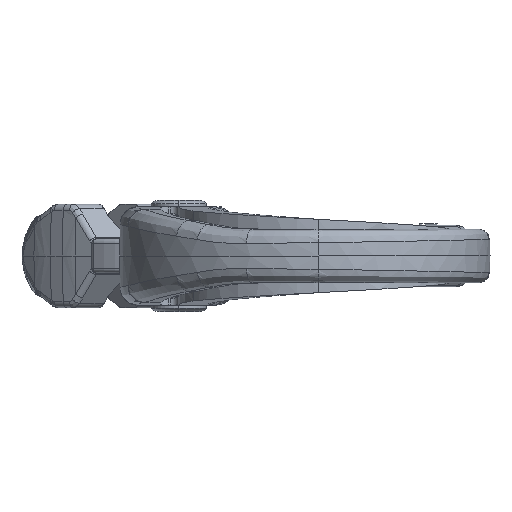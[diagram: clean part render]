
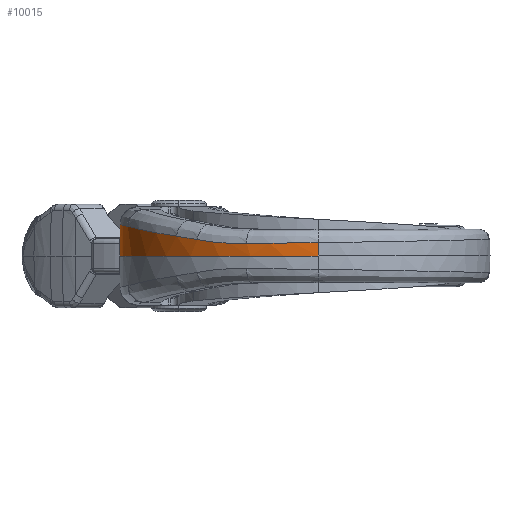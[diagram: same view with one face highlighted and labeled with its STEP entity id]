
A CAD part, front view. The second image highlights one B-rep face of the part: STEP entity #10015.
In plain terms, the highlighted conical face has half-angle 1 degrees and reference radius 72.554 mm.
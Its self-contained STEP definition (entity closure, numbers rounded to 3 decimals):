
#341=CARTESIAN_POINT('',(0.,-4.192,0.));
#342=DIRECTION('',(0.,0.,1.));
#343=DIRECTION('',(-1.,0.,0.));
#344=AXIS2_PLACEMENT_3D('',#341,#342,#343);
#346=CARTESIAN_POINT('',(-69.63,-24.268,10.859));
#347=CARTESIAN_POINT('',(-69.817,-23.617,10.886));
#348=CARTESIAN_POINT('',(-70.174,-22.308,10.939));
#349=CARTESIAN_POINT('',(-70.653,-20.331,11.019));
#350=CARTESIAN_POINT('',(-71.077,-18.341,11.1));
#351=CARTESIAN_POINT('',(-71.445,-16.34,11.18));
#352=CARTESIAN_POINT('',(-71.756,-14.33,11.261));
#353=CARTESIAN_POINT('',(-72.011,-12.312,11.341));
#354=CARTESIAN_POINT('',(-72.209,-10.287,11.422));
#355=CARTESIAN_POINT('',(-72.35,-8.258,11.503));
#356=CARTESIAN_POINT('',(-72.435,-6.226,11.584));
#357=CARTESIAN_POINT('',(-72.453,-4.87,11.639));
#358=CARTESIAN_POINT('',(-72.452,-4.192,11.666));
#360=CARTESIAN_POINT('',(-51.805,-54.953,7.269));
#361=CARTESIAN_POINT('',(-52.295,-54.451,7.336));
#362=CARTESIAN_POINT('',(-53.26,-53.434,7.473));
#363=CARTESIAN_POINT('',(-54.665,-51.863,7.686));
#364=CARTESIAN_POINT('',(-56.026,-50.25,7.905));
#365=CARTESIAN_POINT('',(-57.341,-48.596,8.128));
#366=CARTESIAN_POINT('',(-58.609,-46.902,8.355));
#367=CARTESIAN_POINT('',(-59.827,-45.171,8.584));
#368=CARTESIAN_POINT('',(-60.995,-43.404,8.814));
#369=CARTESIAN_POINT('',(-62.111,-41.604,9.043));
#370=CARTESIAN_POINT('',(-63.174,-39.772,9.271));
#371=CARTESIAN_POINT('',(-64.182,-37.911,9.495));
#372=CARTESIAN_POINT('',(-65.134,-36.023,9.714));
#373=CARTESIAN_POINT('',(-66.03,-34.112,9.928));
#374=CARTESIAN_POINT('',(-66.869,-32.178,10.134));
#375=CARTESIAN_POINT('',(-67.65,-30.224,10.332));
#376=CARTESIAN_POINT('',(-68.372,-28.253,10.52));
#377=CARTESIAN_POINT('',(-69.035,-26.268,10.697));
#378=CARTESIAN_POINT('',(-69.438,-24.936,10.806));
#379=CARTESIAN_POINT('',(-69.63,-24.268,10.859));
#381=CARTESIAN_POINT('',(-44.228,-61.703,6.009));
#382=CARTESIAN_POINT('',(-44.672,-61.359,6.095));
#383=CARTESIAN_POINT('',(-45.555,-60.66,6.261));
#384=CARTESIAN_POINT('',(-46.857,-59.579,6.496));
#385=CARTESIAN_POINT('',(-48.135,-58.467,6.714));
#386=CARTESIAN_POINT('',(-49.386,-57.326,6.916));
#387=CARTESIAN_POINT('',(-50.611,-56.156,7.101));
#388=CARTESIAN_POINT('',(-51.41,-55.357,7.215));
#389=CARTESIAN_POINT('',(-51.805,-54.953,7.269));
#391=CARTESIAN_POINT('',(-26.15,-71.893,4.564));
#392=CARTESIAN_POINT('',(-26.747,-71.663,4.556));
#393=CARTESIAN_POINT('',(-27.934,-71.186,4.55));
#394=CARTESIAN_POINT('',(-29.692,-70.425,4.568));
#395=CARTESIAN_POINT('',(-31.42,-69.622,4.615));
#396=CARTESIAN_POINT('',(-33.12,-68.777,4.689));
#397=CARTESIAN_POINT('',(-34.792,-67.89,4.792));
#398=CARTESIAN_POINT('',(-36.435,-66.961,4.923));
#399=CARTESIAN_POINT('',(-38.05,-65.992,5.082));
#400=CARTESIAN_POINT('',(-39.637,-64.983,5.27));
#401=CARTESIAN_POINT('',(-41.196,-63.933,5.486));
#402=CARTESIAN_POINT('',(-42.725,-62.844,5.73));
#403=CARTESIAN_POINT('',(-43.73,-62.088,5.913));
#404=CARTESIAN_POINT('',(-44.228,-61.703,6.009));
#406=CARTESIAN_POINT('',(0.,-76.762,
4.9));
#407=CARTESIAN_POINT('',(-0.686,-76.762,
4.892));
#408=CARTESIAN_POINT('',(-2.058,-76.743,4.875));
#409=CARTESIAN_POINT('',(-4.114,-76.656,4.85));
#410=CARTESIAN_POINT('',(-6.167,-76.511,4.825));
#411=CARTESIAN_POINT('',(-8.215,-76.307,4.799));
#412=CARTESIAN_POINT('',(-10.256,-76.046,4.773));
#413=CARTESIAN_POINT('',(-12.289,-75.726,4.747));
#414=CARTESIAN_POINT('',(-14.312,-75.35,4.721));
#415=CARTESIAN_POINT('',(-16.324,-74.916,4.695));
#416=CARTESIAN_POINT('',(-18.322,-74.425,4.668));
#417=CARTESIAN_POINT('',(-20.306,-73.878,4.642));
#418=CARTESIAN_POINT('',(-22.273,-73.275,4.616));
#419=CARTESIAN_POINT('',(-24.223,-72.616,4.589));
#420=CARTESIAN_POINT('',(-25.51,-72.14,4.572));
#421=CARTESIAN_POINT('',(-26.15,-71.893,4.564));
#599=DIRECTION('',(0.,0.017,1.));
#600=VECTOR('',#599,4.901);
#601=CARTESIAN_POINT('',(0.,-76.847,0.));
#602=LINE('',#601,#600);
#652=CARTESIAN_POINT('',(0.,-76.762,
4.9));
#2600=CARTESIAN_POINT('',(-72.452,-4.192,
11.666));
#2607=DIRECTION('',(-0.017,0.,-1.));
#2608=VECTOR('',#2607,11.667);
#2609=CARTESIAN_POINT('',(-72.452,-4.192,
11.666));
#2610=LINE('',#2609,#2608);
#8509=CARTESIAN_POINT('',(-72.656,-4.192,0.));
#8510=CARTESIAN_POINT('',(0.,-76.847,0.));
#8511=VERTEX_POINT('',#8509);
#8512=VERTEX_POINT('',#8510);
#9282=VERTEX_POINT('',#2600);
#9283=VERTEX_POINT('',#346);
#9289=VERTEX_POINT('',#652);
#9290=VERTEX_POINT('',#421);
#9292=VERTEX_POINT('',#404);
#9294=VERTEX_POINT('',#389);
#9993=CARTESIAN_POINT('',(0.,-4.192,5.833));
#9994=DIRECTION('',(0.,0.,-1.));
#9995=DIRECTION('',(-1.,0.,0.));
#9996=AXIS2_PLACEMENT_3D('',#9993,#9994,#9995);
#9997=CONICAL_SURFACE('',#9996,72.554,1.);
#9999=ORIENTED_EDGE('',*,*,#9998,.F.);
#10001=ORIENTED_EDGE('',*,*,#10000,.F.);
#10003=ORIENTED_EDGE('',*,*,#10002,.F.);
#10005=ORIENTED_EDGE('',*,*,#10004,.F.);
#10006=ORIENTED_EDGE('',*,*,#9983,.F.);
#10008=ORIENTED_EDGE('',*,*,#10007,.F.);
#10010=ORIENTED_EDGE('',*,*,#10009,.F.);
#10012=ORIENTED_EDGE('',*,*,#10011,.F.);
#10013=EDGE_LOOP('',(#9999,#10001,#10003,#10005,#10006,#10008,#10010,#10012));
#10014=FACE_OUTER_BOUND('',#10013,.F.);
#10015=ADVANCED_FACE('',(#10014),#9997,.T.);
#345=CIRCLE('',#344,72.656);
#359=B_SPLINE_CURVE_WITH_KNOTS('',3,(#346,#347,#348,#349,#350,#351,#352,#353,
#354,#355,#356,#357,#358),.UNSPECIFIED.,.F.,.F.,(4,1,1,1,1,1,1,1,1,1,4),(0.,
0.1,0.2,0.3,0.4,0.5,0.6,0.7,0.8,0.9,1.),.UNSPECIFIED.);
#380=B_SPLINE_CURVE_WITH_KNOTS('',3,(#360,#361,#362,#363,#364,#365,#366,#367,
#368,#369,#370,#371,#372,#373,#374,#375,#376,#377,#378,#379),.UNSPECIFIED.,.F.,
.F.,(4,1,1,1,1,1,1,1,1,1,1,1,1,1,1,1,1,4),(0.,0.059,
0.118,0.176,0.235,0.294,
0.353,0.412,0.471,0.529,
0.588,0.647,0.706,0.765,
0.824,0.882,0.941,1.),.UNSPECIFIED.);
#390=B_SPLINE_CURVE_WITH_KNOTS('',3,(#381,#382,#383,#384,#385,#386,#387,#388,
#389),.UNSPECIFIED.,.F.,.F.,(4,1,1,1,1,1,4),(0.,0.167,
0.333,0.5,0.667,0.833,1.),
.UNSPECIFIED.);
#405=B_SPLINE_CURVE_WITH_KNOTS('',3,(#391,#392,#393,#394,#395,#396,#397,#398,
#399,#400,#401,#402,#403,#404),.UNSPECIFIED.,.F.,.F.,(4,1,1,1,1,1,1,1,1,1,1,4),(
0.,0.091,0.182,0.273,0.364,
0.455,0.545,0.636,0.727,
0.818,0.909,1.),.UNSPECIFIED.);
#422=B_SPLINE_CURVE_WITH_KNOTS('',3,(#406,#407,#408,#409,#410,#411,#412,#413,
#414,#415,#416,#417,#418,#419,#420,#421),.UNSPECIFIED.,.F.,.F.,(4,1,1,1,1,1,1,1,
1,1,1,1,1,4),(0.,0.077,0.154,0.231,
0.308,0.385,0.462,0.538,
0.615,0.692,0.769,0.846,
0.923,1.),.UNSPECIFIED.);
#9983=EDGE_CURVE('',#9292,#9294,#390,.T.);
#9998=EDGE_CURVE('',#8511,#8512,#345,.T.);
#10000=EDGE_CURVE('',#9282,#8511,#2610,.T.);
#10002=EDGE_CURVE('',#9283,#9282,#359,.T.);
#10004=EDGE_CURVE('',#9294,#9283,#380,.T.);
#10007=EDGE_CURVE('',#9290,#9292,#405,.T.);
#10009=EDGE_CURVE('',#9289,#9290,#422,.T.);
#10011=EDGE_CURVE('',#8512,#9289,#602,.T.);
